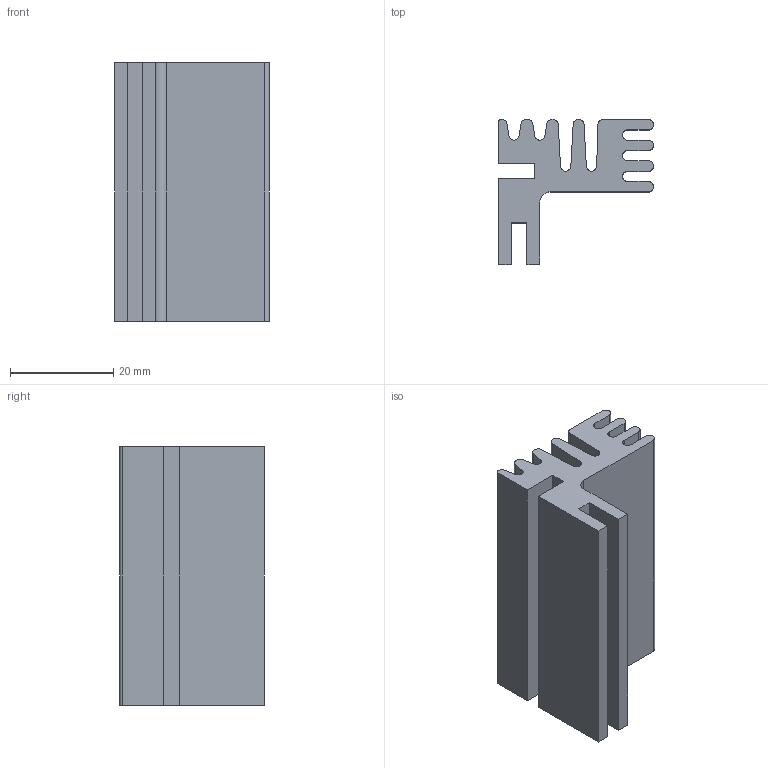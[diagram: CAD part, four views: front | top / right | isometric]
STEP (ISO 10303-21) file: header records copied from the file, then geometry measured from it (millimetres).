
FILE_DESCRIPTION (( 'STEP AP214' ), '1' );
FILE_NAME ('SK125 50 SA (Fischer).STEP', '2021-05-17T19:40:07', ( '' ), ( '' ), 'SwSTEP 2.0', 'SolidWorks 2020', '' );
FILE_SCHEMA (( 'AUTOMOTIVE_DESIGN' ));
Length unit declared in the file: millimetre
Products named in the file (1): SK125 50 SA (Fischer)
Bounding box: 30 x 28 x 50 mm (x, y, z)
Volume: 19236.2 mm3; surface area: 11830.9 mm2
Topology: 1 solids, 1 shells, 57 faces, 165 edges, 110 vertices
Faces by surface type: plane 33, cylinder 24
Entity records: 1921 total; most frequent: CARTESIAN_POINT 333, ORIENTED_EDGE 330, DIRECTION 329, EDGE_CURVE 165, LINE 117, VECTOR 117, VERTEX_POINT 110, AXIS2_PLACEMENT_3D 106
